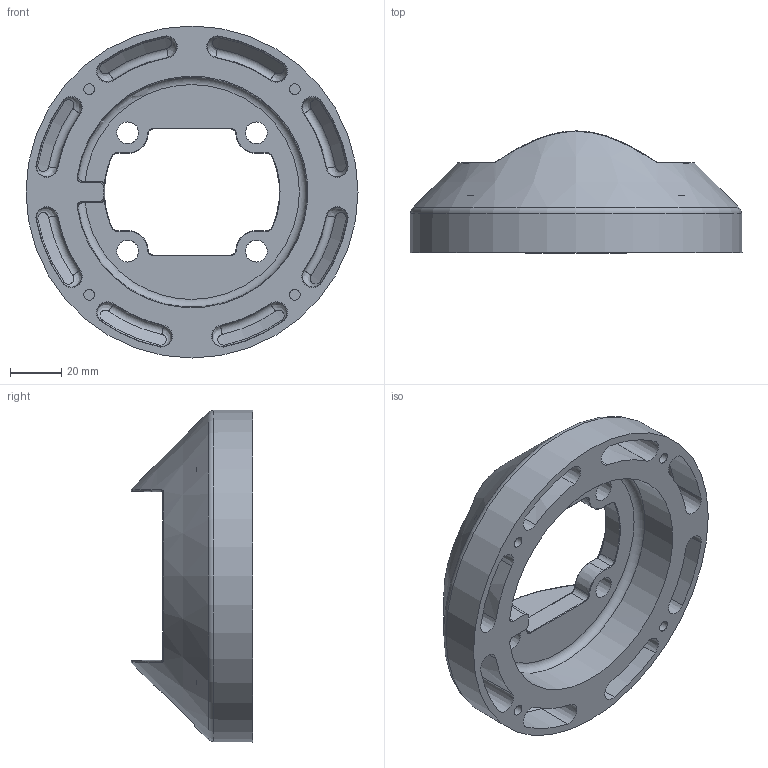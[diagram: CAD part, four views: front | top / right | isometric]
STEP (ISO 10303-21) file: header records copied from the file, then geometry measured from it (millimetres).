
FILE_DESCRIPTION (( 'STEP AP214' ), '1' );
FILE_NAME ('SCE-SAFC.STEP', '2023-10-10T13:02:06', ( '' ), ( '' ), 'SwSTEP 2.0', 'SolidWorks 2023', '' );
FILE_SCHEMA (( 'AUTOMOTIVE_DESIGN' ));
Length unit declared in the file: inch
Products named in the file (1): SCE-SAFC
Bounding box: 129 x 47.24 x 129 mm (x, y, z)
Volume: 173419.1 mm3; surface area: 53575 mm2
Topology: 1 solids, 1 shells, 228 faces, 540 edges, 319 vertices
Faces by surface type: cone 67, bspline 58, torus 56, cylinder 24, plane 23
Full cylindrical faces by diameter (mm): 4.2 x4
Entity records: 12193 total; most frequent: CARTESIAN_POINT 7335, ORIENTED_EDGE 1032, DIRECTION 981, EDGE_CURVE 516, AXIS2_PLACEMENT_3D 436, VERTEX_POINT 315, CIRCLE 265, EDGE_LOOP 263
